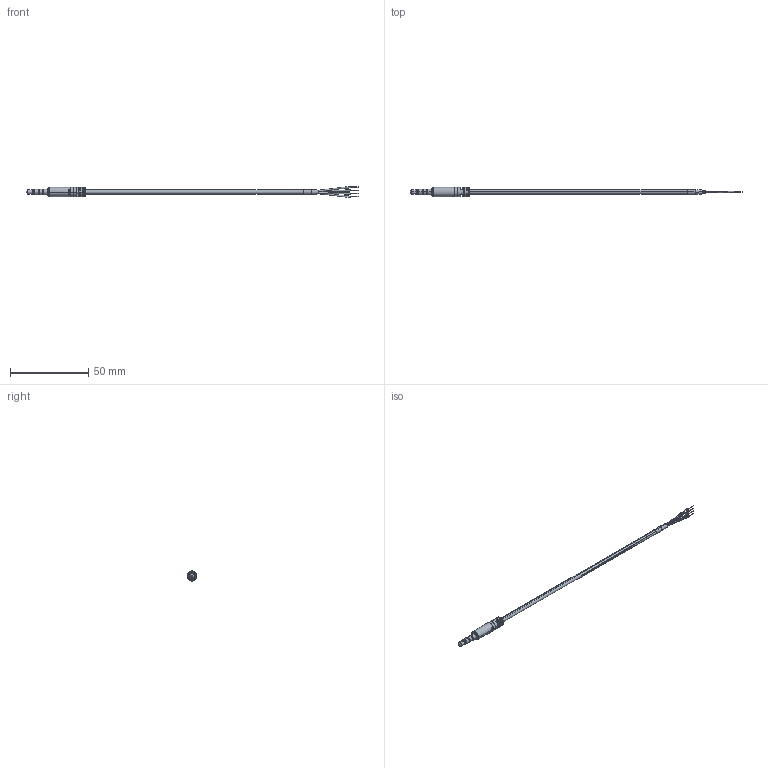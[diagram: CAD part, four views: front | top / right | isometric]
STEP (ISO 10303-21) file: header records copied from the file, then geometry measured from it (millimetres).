
FILE_DESCRIPTION (( 'STEP AP203' ), '1' );
FILE_NAME ('10-02046.STEP', '2022-11-04T21:54:24', ( '' ), ( '' ), 'SwSTEP 2.0', 'SolidWorks 2021', '' );
FILE_SCHEMA (( 'CONFIG_CONTROL_DESIGN' ));
Length unit declared in the file: millimetre
Products named in the file (4): 30-00495_s + t; 24-00028; 50-00501; 10-02046
Assembly tree (3 placements, depth 2):
  10-02046
    30-00495_s + t
    24-00028
    50-00501
Bounding box: 212.4 x 6.1 x 6.7 mm (x, y, z)
Volume: 1793.4 mm3; surface area: 14903.8 mm2
Topology: 353 solids, 353 shells, 1920 faces, 3571 edges, 2374 vertices
Faces by surface type: cylinder 1104, plane 768, bspline 32, cone 10, torus 6
Entity records: 50732 total; most frequent: CARTESIAN_POINT 9582, DIRECTION 9558, ORIENTED_EDGE 7142, AXIS2_PLACEMENT_3D 4180, EDGE_CURVE 3571, VERTEX_POINT 2374, EDGE_LOOP 2305, CIRCLE 2286
